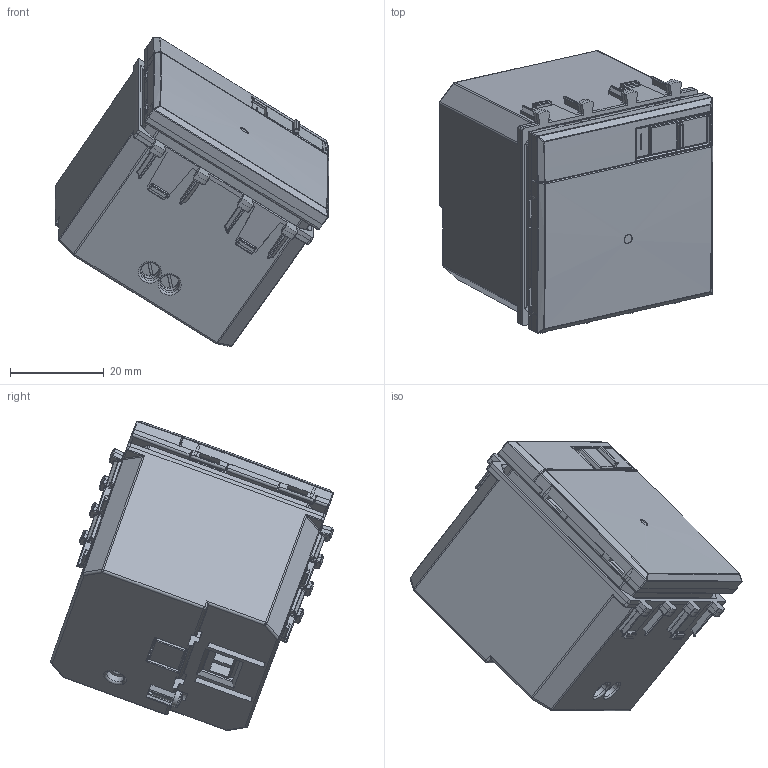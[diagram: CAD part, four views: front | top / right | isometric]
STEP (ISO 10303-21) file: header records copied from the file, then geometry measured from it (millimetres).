
FILE_DESCRIPTION(('CATIA V5 STEP Exchange'),'2;1');
FILE_NAME('442086.stp','2024-02-27T13:41:38+00:00',('none'),('none'),'CATIA Version 5-6 Release 2016 SP6','CATIA V5 STEP AP203','none');
FILE_SCHEMA(('CONFIG_CONTROL_DESIGN'));
Length unit declared in the file: millimetre
Products named in the file (3): 442086; 442086_SOLO_LAMPADA; DA0468_4
Assembly tree (21 placements, depth 4):
  442086
    #57
    #46843
    442086_SOLO_LAMPADA
      #48835
      #74409
      #83971
      #84171
      DA0468_4
        #88570
        #90678
        #92164  x2
      #92669
      #107646
      #111706
      #112154
    #114430
    #120500
    #123180
    #123968  x2
Bounding box: 58.55 x 60.49 x 66.07 mm (x, y, z)
Volume: 39676.1 mm3; surface area: 55259.3 mm2
Topology: 24 solids, 24 shells, 3229 faces, 8339 edges, 4943 vertices
Faces by surface type: plane 1323, cylinder 976, bspline 313, cone 216, sphere 196, torus 183, revolution 22
Entity records: 126133 total; most frequent: CARTESIAN_POINT 57610, ORIENTED_EDGE 16074, DIRECTION 10543, EDGE_CURVE 8037, VERTEX_POINT 4903, AXIS2_PLACEMENT_3D 4137, VECTOR 3816, LINE 3816
